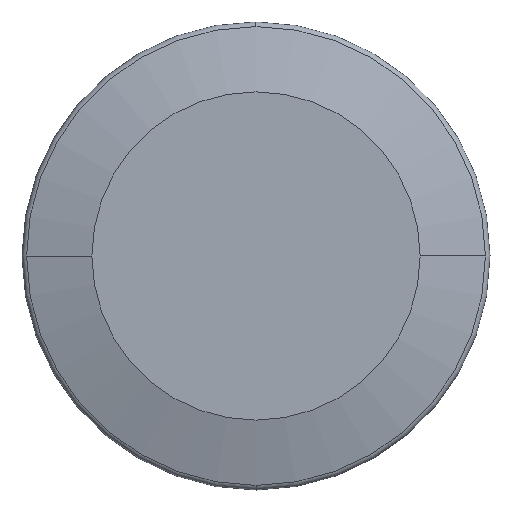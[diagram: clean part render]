
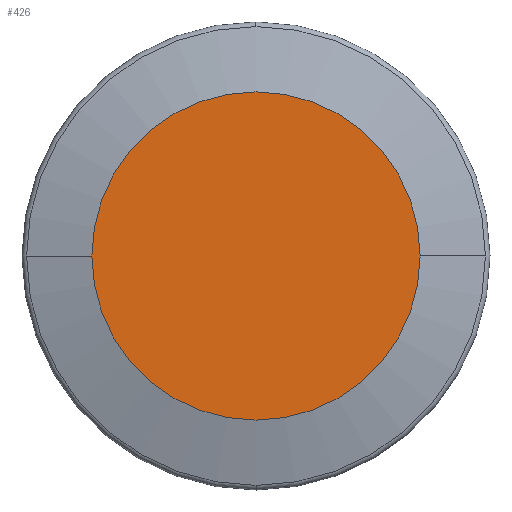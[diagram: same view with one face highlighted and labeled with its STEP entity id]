
A CAD part, left-side view. The second image highlights one B-rep face of the part: STEP entity #426.
In plain terms, the highlighted planar face has unit normal (-1, 0, 0).
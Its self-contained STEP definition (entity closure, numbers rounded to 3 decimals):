
#265=CARTESIAN_POINT('',(-6.,26.304,0.0));
#266=VERTEX_POINT('',#265);
#275=CARTESIAN_POINT('',(-6.,-26.304,0.));
#276=VERTEX_POINT('',#275);
#277=CARTESIAN_POINT('',(-6.,0.,0.0));
#278=DIRECTION('',(1.0,0.0,0.0));
#279=DIRECTION('',(0.0,1.0,0.0));
#280=AXIS2_PLACEMENT_3D('',#277,#278,#279);
#281=CIRCLE('',#280,26.304);
#282=EDGE_CURVE('',#266,#276,#281,.T.);
#388=CARTESIAN_POINT('',(-6.,0.,0.0));
#389=DIRECTION('',(1.0,0.0,0.0));
#390=DIRECTION('',(0.0,1.0,0.0));
#391=AXIS2_PLACEMENT_3D('',#388,#389,#390);
#392=CIRCLE('',#391,26.304);
#393=EDGE_CURVE('',#276,#266,#392,.T.);
#417=CARTESIAN_POINT('',(-6.,13.152,0.0));
#418=DIRECTION('',(-1.0,0.0,0.0));
#419=DIRECTION('',(0.0,0.0,1.0));
#420=AXIS2_PLACEMENT_3D('',#417,#418,#419);
#421=PLANE('',#420);
#422=ORIENTED_EDGE('',*,*,#282,.F.);
#423=ORIENTED_EDGE('',*,*,#393,.F.);
#424=EDGE_LOOP('',(#422,#423));
#425=FACE_OUTER_BOUND('',#424,.T.);
#426=ADVANCED_FACE('',(#425),#421,.T.);
